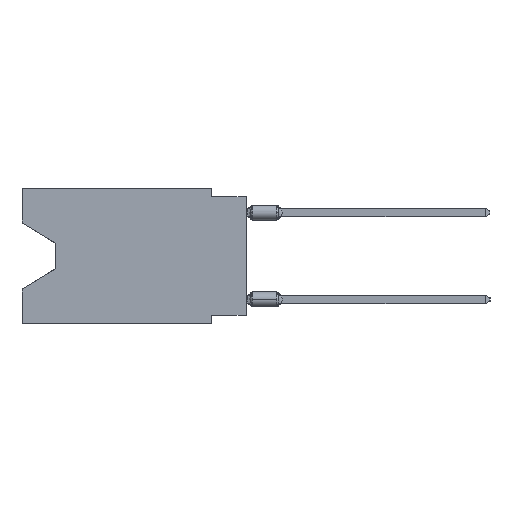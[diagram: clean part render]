
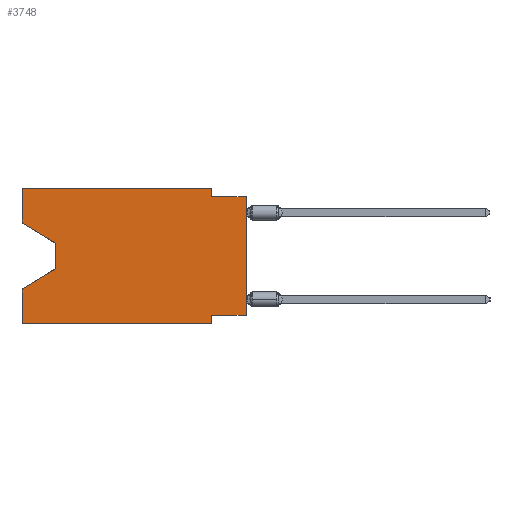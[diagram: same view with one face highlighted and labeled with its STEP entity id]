
A CAD part, left-side view. The second image highlights one B-rep face of the part: STEP entity #3748.
In plain terms, the highlighted planar face has unit normal (-1, 0, 0).
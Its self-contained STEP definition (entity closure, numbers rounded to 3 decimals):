
#316 = ORIENTED_EDGE ( 'NONE', *, *, #19868, .F. ) ;
#441 = LINE ( 'NONE', #18984, #6620 ) ;
#563 = EDGE_CURVE ( 'NONE', #7835, #1486, #3004, .T. ) ;
#1486 = VERTEX_POINT ( 'NONE', #22713 ) ;
#2510 = VECTOR ( 'NONE', #27264, 1000. ) ;
#2951 = ORIENTED_EDGE ( 'NONE', *, *, #31839, .F. ) ;
#3004 = LINE ( 'NONE', #18304, #22981 ) ;
#3489 = EDGE_CURVE ( 'NONE', #30025, #13456, #10166, .T. ) ;
#3748 = ADVANCED_FACE ( 'NONE', ( #21852 ), #11860, .F. ) ;
#5573 = CARTESIAN_POINT ( 'NONE',  ( 0., 13.97, -5.893 ) ) ;
#6148 = CARTESIAN_POINT ( 'NONE',  ( 0., 13.97, -4.013 ) ) ;
#6247 = CARTESIAN_POINT ( 'NONE',  ( 0., 2.54, 0. ) ) ;
#6344 = CARTESIAN_POINT ( 'NONE',  ( 0., 16.383, 0. ) ) ;
#6620 = VECTOR ( 'NONE', #21742, 1000. ) ;
#7119 = VERTEX_POINT ( 'NONE', #18324 ) ;
#7319 = ORIENTED_EDGE ( 'NONE', *, *, #24676, .T. ) ;
#7835 = VERTEX_POINT ( 'NONE', #17867 ) ;
#8673 = CARTESIAN_POINT ( 'NONE',  ( 0., 0., 0. ) ) ;
#9570 = VECTOR ( 'NONE', #23780, 1000. ) ;
#9784 = CARTESIAN_POINT ( 'NONE',  ( 0., 13.97, -5.893 ) ) ;
#9886 = CARTESIAN_POINT ( 'NONE',  ( 0., 16.383, -2.546 ) ) ;
#10166 = LINE ( 'NONE', #33246, #21250 ) ;
#10308 = VECTOR ( 'NONE', #29537, 1000. ) ;
#10632 = CARTESIAN_POINT ( 'NONE',  ( 0., 0., -9.271 ) ) ;
#11207 = LINE ( 'NONE', #21543, #9570 ) ;
#11534 = CARTESIAN_POINT ( 'NONE',  ( 0., 2.54, -9.906 ) ) ;
#11797 = EDGE_CURVE ( 'NONE', #23915, #13838, #11207, .T. ) ;
#11860 = PLANE ( 'NONE',  #24557 ) ;
#12764 = EDGE_CURVE ( 'NONE', #32937, #26636, #22619, .T. ) ;
#13034 = DIRECTION ( 'NONE',  ( 0., 1., 0. ) ) ;
#13456 = VERTEX_POINT ( 'NONE', #11534 ) ;
#13518 = EDGE_CURVE ( 'NONE', #24989, #1486, #22686, .T. ) ;
#13838 = VERTEX_POINT ( 'NONE', #26805 ) ;
#14008 = VERTEX_POINT ( 'NONE', #31088 ) ;
#14110 = VECTOR ( 'NONE', #24068, 1000. ) ;
#14186 = LINE ( 'NONE', #21752, #2510 ) ;
#14829 = VECTOR ( 'NONE', #13034, 1000. ) ;
#15238 = EDGE_LOOP ( 'NONE', ( #32156, #30060, #20918, #26183, #7319, #28827, #23053, #29049, #2951, #19086, #316, #26094 ) ) ;
#15418 = VECTOR ( 'NONE', #29492, 1000. ) ;
#16286 = LINE ( 'NONE', #6148, #10308 ) ;
#16868 = CARTESIAN_POINT ( 'NONE',  ( 0., 16.383, 0. ) ) ;
#17415 = DIRECTION ( 'NONE',  ( 0., 0., -1. ) ) ;
#17867 = CARTESIAN_POINT ( 'NONE',  ( 0., 16.383, -9.906 ) ) ;
#18208 = LINE ( 'NONE', #10632, #14829 ) ;
#18304 = CARTESIAN_POINT ( 'NONE',  ( 0., 16.383, 0. ) ) ;
#18324 = CARTESIAN_POINT ( 'NONE',  ( 0., 0., -0.635 ) ) ;
#18828 = LINE ( 'NONE', #8673, #15418 ) ;
#18984 = CARTESIAN_POINT ( 'NONE',  ( 0., 16.383, 0. ) ) ;
#19086 = ORIENTED_EDGE ( 'NONE', *, *, #11797, .F. ) ;
#19754 = DIRECTION ( 'NONE',  ( 0., -1., 0. ) ) ;
#19868 = EDGE_CURVE ( 'NONE', #14008, #23915, #441, .T. ) ;
#19902 = EDGE_CURVE ( 'NONE', #32159, #7119, #18828, .T. ) ;
#20490 = EDGE_CURVE ( 'NONE', #32159, #30025, #18208, .T. ) ;
#20918 = ORIENTED_EDGE ( 'NONE', *, *, #13518, .T. ) ;
#21250 = VECTOR ( 'NONE', #17415, 1000. ) ;
#21543 = CARTESIAN_POINT ( 'NONE',  ( 0., 2.54, 0. ) ) ;
#21742 = DIRECTION ( 'NONE',  ( 0., -1., 0. ) ) ;
#21752 = CARTESIAN_POINT ( 'NONE',  ( 0., 16.383, -9.906 ) ) ;
#21852 = FACE_OUTER_BOUND ( 'NONE', #15238, .T. ) ;
#22558 = CARTESIAN_POINT ( 'NONE',  ( 0., 0., -9.271 ) ) ;
#22619 = LINE ( 'NONE', #9886, #25136 ) ;
#22686 = LINE ( 'NONE', #9784, #30796 ) ;
#22713 = CARTESIAN_POINT ( 'NONE',  ( 0., 16.383, -7.36 ) ) ;
#22981 = VECTOR ( 'NONE', #28805, 1000. ) ;
#23053 = ORIENTED_EDGE ( 'NONE', *, *, #20490, .F. ) ;
#23780 = DIRECTION ( 'NONE',  ( 0., 0., -1. ) ) ;
#23915 = VERTEX_POINT ( 'NONE', #6247 ) ;
#24068 = DIRECTION ( 'NONE',  ( 0., 0., 1. ) ) ;
#24423 = CARTESIAN_POINT ( 'NONE',  ( 0., 13.97, -4.013 ) ) ;
#24557 = AXIS2_PLACEMENT_3D ( 'NONE', #16868, #27190, #32364 ) ;
#24676 = EDGE_CURVE ( 'NONE', #7835, #13456, #14186, .T. ) ;
#24989 = VERTEX_POINT ( 'NONE', #5573 ) ;
#25136 = VECTOR ( 'NONE', #25532, 1000. ) ;
#25532 = DIRECTION ( 'NONE',  ( 0., -0.855, -0.519 ) ) ;
#25765 = LINE ( 'NONE', #33700, #28518 ) ;
#26094 = ORIENTED_EDGE ( 'NONE', *, *, #29522, .F. ) ;
#26183 = ORIENTED_EDGE ( 'NONE', *, *, #563, .F. ) ;
#26636 = VERTEX_POINT ( 'NONE', #24423 ) ;
#26735 = CARTESIAN_POINT ( 'NONE',  ( 0., 16.383, -2.546 ) ) ;
#26805 = CARTESIAN_POINT ( 'NONE',  ( 0., 2.54, -0.635 ) ) ;
#27162 = LINE ( 'NONE', #6344, #14110 ) ;
#27190 = DIRECTION ( 'NONE',  ( 1., 0., 0. ) ) ;
#27264 = DIRECTION ( 'NONE',  ( 0., -1., 0. ) ) ;
#27853 = DIRECTION ( 'NONE',  ( 0., 0.855, -0.519 ) ) ;
#28518 = VECTOR ( 'NONE', #19754, 1000. ) ;
#28805 = DIRECTION ( 'NONE',  ( 0., 0., 1. ) ) ;
#28827 = ORIENTED_EDGE ( 'NONE', *, *, #3489, .F. ) ;
#29049 = ORIENTED_EDGE ( 'NONE', *, *, #19902, .T. ) ;
#29492 = DIRECTION ( 'NONE',  ( 0., 0., 1. ) ) ;
#29522 = EDGE_CURVE ( 'NONE', #32937, #14008, #27162, .T. ) ;
#29537 = DIRECTION ( 'NONE',  ( 0., 0., -1. ) ) ;
#29931 = EDGE_CURVE ( 'NONE', #26636, #24989, #16286, .T. ) ;
#30025 = VERTEX_POINT ( 'NONE', #33482 ) ;
#30060 = ORIENTED_EDGE ( 'NONE', *, *, #29931, .T. ) ;
#30796 = VECTOR ( 'NONE', #27853, 1000. ) ;
#31088 = CARTESIAN_POINT ( 'NONE',  ( 0., 16.383, 0. ) ) ;
#31839 = EDGE_CURVE ( 'NONE', #13838, #7119, #25765, .T. ) ;
#32156 = ORIENTED_EDGE ( 'NONE', *, *, #12764, .T. ) ;
#32159 = VERTEX_POINT ( 'NONE', #22558 ) ;
#32364 = DIRECTION ( 'NONE',  ( 0., 0., -1. ) ) ;
#32937 = VERTEX_POINT ( 'NONE', #26735 ) ;
#33246 = CARTESIAN_POINT ( 'NONE',  ( 0., 2.54, -9.906 ) ) ;
#33482 = CARTESIAN_POINT ( 'NONE',  ( 0., 2.54, -9.271 ) ) ;
#33700 = CARTESIAN_POINT ( 'NONE',  ( 0., 0., -0.635 ) ) ;
